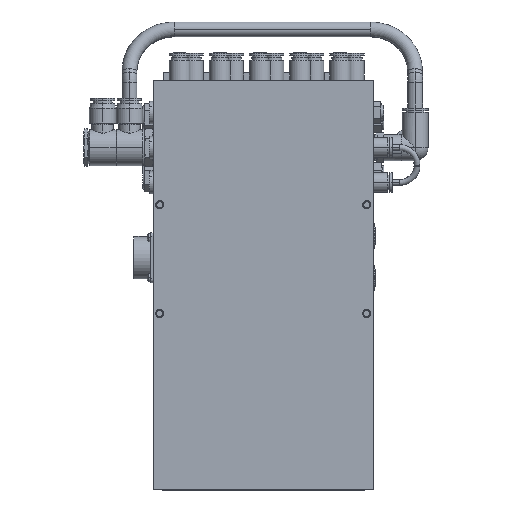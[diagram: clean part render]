
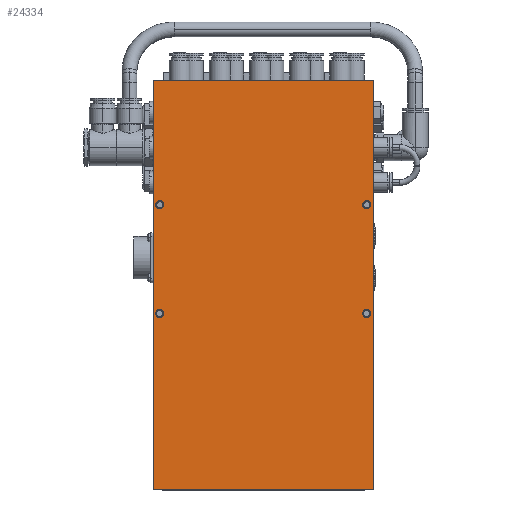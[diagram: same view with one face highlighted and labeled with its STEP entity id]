
A CAD part, top view. The second image highlights one B-rep face of the part: STEP entity #24334.
In plain terms, the highlighted planar face has unit normal (0, 0, 1).
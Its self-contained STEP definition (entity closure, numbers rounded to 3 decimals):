
#3458 = DIRECTION ( 'NONE',  ( 0., 0., 1. ) ) ;
#3602 = CARTESIAN_POINT ( 'NONE',  ( 69.5, 54., 49. ) ) ;
#3615 = VECTOR ( 'NONE', #61347, 1000. ) ;
#3663 = AXIS2_PLACEMENT_3D ( 'NONE', #102918, #11400, #69820 ) ;
#3678 = VERTEX_POINT ( 'NONE', #64905 ) ;
#4241 = CARTESIAN_POINT ( 'NONE',  ( -69.5, 54., 49. ) ) ;
#5854 = EDGE_CURVE ( 'NONE', #27558, #101156, #9752, .T. ) ;
#6405 = AXIS2_PLACEMENT_3D ( 'NONE', #64044, #13986, #72399 ) ;
#9095 = CARTESIAN_POINT ( 'NONE',  ( -74., -137.5, 49. ) ) ;
#9362 = AXIS2_PLACEMENT_3D ( 'NONE', #46085, #104354, #54519 ) ;
#9752 = CIRCLE ( 'NONE', #48057, 2.75 ) ;
#11400 = DIRECTION ( 'NONE',  ( 0., 0., 1. ) ) ;
#12276 = VERTEX_POINT ( 'NONE', #36870 ) ;
#12706 = CARTESIAN_POINT ( 'NONE',  ( 69.5, 54., 49. ) ) ;
#12776 = ORIENTED_EDGE ( 'NONE', *, *, #5854, .T. ) ;
#13482 = VECTOR ( 'NONE', #102020, 1000. ) ;
#13692 = AXIS2_PLACEMENT_3D ( 'NONE', #49627, #107875, #58055 ) ;
#13971 = FACE_BOUND ( 'NONE', #35453, .T. ) ;
#13986 = DIRECTION ( 'NONE',  ( 0., 0., -1. ) ) ;
#14041 = EDGE_CURVE ( 'NONE', #73087, #38766, #66196, .T. ) ;
#14080 = VECTOR ( 'NONE', #32643, 1000. ) ;
#16138 = ORIENTED_EDGE ( 'NONE', *, *, #73054, .T. ) ;
#16556 = FACE_BOUND ( 'NONE', #39846, .T. ) ;
#16732 = EDGE_CURVE ( 'NONE', #12276, #63268, #80121, .T. ) ;
#18415 = EDGE_LOOP ( 'NONE', ( #16138, #53466, #85233, #48666 ) ) ;
#18858 = CARTESIAN_POINT ( 'NONE',  ( 74., 137.5, 49. ) ) ;
#19261 = LINE ( 'NONE', #91013, #14080 ) ;
#21122 = DIRECTION ( 'NONE',  ( 1., 0., 0. ) ) ;
#23038 = EDGE_CURVE ( 'NONE', #101156, #27558, #108077, .T. ) ;
#24334 = ADVANCED_FACE ( 'NONE', ( #16556, #80594, #13971, #100041, #36131 ), #61477, .T. ) ;
#26347 = DIRECTION ( 'NONE',  ( 1., 0., 0. ) ) ;
#27558 = VERTEX_POINT ( 'NONE', #38288 ) ;
#27643 = ORIENTED_EDGE ( 'NONE', *, *, #23038, .T. ) ;
#28115 = EDGE_CURVE ( 'NONE', #64081, #34928, #19261, .T. ) ;
#28440 = CARTESIAN_POINT ( 'NONE',  ( -74., 137.5, 49. ) ) ;
#29163 = CARTESIAN_POINT ( 'NONE',  ( 72.25, 54., 49. ) ) ;
#32643 = DIRECTION ( 'NONE',  ( 1., 0., 0. ) ) ;
#34928 = VERTEX_POINT ( 'NONE', #65875 ) ;
#35453 = EDGE_LOOP ( 'NONE', ( #93295, #69756 ) ) ;
#36131 = FACE_BOUND ( 'NONE', #101900, .T. ) ;
#36442 = AXIS2_PLACEMENT_3D ( 'NONE', #12706, #71118, #21122 ) ;
#36732 = EDGE_CURVE ( 'NONE', #3678, #88255, #82989, .T. ) ;
#36870 = CARTESIAN_POINT ( 'NONE',  ( 74., 137.5, 49. ) ) ;
#37083 = AXIS2_PLACEMENT_3D ( 'NONE', #49051, #107281, #57460 ) ;
#38288 = CARTESIAN_POINT ( 'NONE',  ( -66.75, 54., 49. ) ) ;
#38766 = VERTEX_POINT ( 'NONE', #97371 ) ;
#39846 = EDGE_LOOP ( 'NONE', ( #60641, #75048 ) ) ;
#42623 = EDGE_CURVE ( 'NONE', #34928, #12276, #78335, .T. ) ;
#42734 = DIRECTION ( 'NONE',  ( 1., 0., 0. ) ) ;
#44807 = CARTESIAN_POINT ( 'NONE',  ( 69.5, -19., 49. ) ) ;
#46085 = CARTESIAN_POINT ( 'NONE',  ( -69.5, -19., 49. ) ) ;
#46823 = CIRCLE ( 'NONE', #78773, 2.75 ) ;
#48057 = AXIS2_PLACEMENT_3D ( 'NONE', #4241, #104630, #26347 ) ;
#48666 = ORIENTED_EDGE ( 'NONE', *, *, #16732, .T. ) ;
#49051 = CARTESIAN_POINT ( 'NONE',  ( 69.5, -19., 49. ) ) ;
#49391 = VERTEX_POINT ( 'NONE', #77617 ) ;
#49627 = CARTESIAN_POINT ( 'NONE',  ( -69.5, -19., 49. ) ) ;
#53243 = DIRECTION ( 'NONE',  ( 1., 0., 0. ) ) ;
#53466 = ORIENTED_EDGE ( 'NONE', *, *, #28115, .T. ) ;
#53889 = ORIENTED_EDGE ( 'NONE', *, *, #14041, .F. ) ;
#54519 = DIRECTION ( 'NONE',  ( 1., 0., 0. ) ) ;
#56189 = VECTOR ( 'NONE', #85667, 1000. ) ;
#57460 = DIRECTION ( 'NONE',  ( 1., 0., 0. ) ) ;
#58055 = DIRECTION ( 'NONE',  ( 1., 0., 0. ) ) ;
#60142 = EDGE_CURVE ( 'NONE', #86067, #49391, #62242, .T. ) ;
#60558 = CARTESIAN_POINT ( 'NONE',  ( -74., 137.5, 49. ) ) ;
#60641 = ORIENTED_EDGE ( 'NONE', *, *, #90568, .T. ) ;
#60686 = EDGE_LOOP ( 'NONE', ( #96172, #53889 ) ) ;
#61347 = DIRECTION ( 'NONE',  ( 0., -1., 0. ) ) ;
#61477 = PLANE ( 'NONE',  #3663 ) ;
#62242 = CIRCLE ( 'NONE', #9362, 2.75 ) ;
#63268 = VERTEX_POINT ( 'NONE', #76222 ) ;
#64044 = CARTESIAN_POINT ( 'NONE',  ( -69.5, 54., 49. ) ) ;
#64081 = VERTEX_POINT ( 'NONE', #9095 ) ;
#64905 = CARTESIAN_POINT ( 'NONE',  ( 66.75, -19., 49. ) ) ;
#65875 = CARTESIAN_POINT ( 'NONE',  ( 74., -137.5, 49. ) ) ;
#66196 = CIRCLE ( 'NONE', #96735, 2.75 ) ;
#66834 = EDGE_CURVE ( 'NONE', #38766, #73087, #81221, .T. ) ;
#69107 = CIRCLE ( 'NONE', #13692, 2.75 ) ;
#69756 = ORIENTED_EDGE ( 'NONE', *, *, #101874, .F. ) ;
#69820 = DIRECTION ( 'NONE',  ( 1., 0., 0. ) ) ;
#71118 = DIRECTION ( 'NONE',  ( 0., 0., 1. ) ) ;
#72215 = CARTESIAN_POINT ( 'NONE',  ( 72.25, -19., 49. ) ) ;
#72399 = DIRECTION ( 'NONE',  ( 1., 0., 0. ) ) ;
#73054 = EDGE_CURVE ( 'NONE', #63268, #64081, #92464, .T. ) ;
#73087 = VERTEX_POINT ( 'NONE', #29163 ) ;
#75048 = ORIENTED_EDGE ( 'NONE', *, *, #60142, .T. ) ;
#76222 = CARTESIAN_POINT ( 'NONE',  ( -74., 137.5, 49. ) ) ;
#77617 = CARTESIAN_POINT ( 'NONE',  ( -72.25, -19., 49. ) ) ;
#78335 = LINE ( 'NONE', #18858, #56189 ) ;
#78773 = AXIS2_PLACEMENT_3D ( 'NONE', #44807, #103089, #53243 ) ;
#80121 = LINE ( 'NONE', #60558, #13482 ) ;
#80594 = FACE_BOUND ( 'NONE', #60686, .T. ) ;
#81221 = CIRCLE ( 'NONE', #36442, 2.75 ) ;
#82989 = CIRCLE ( 'NONE', #37083, 2.75 ) ;
#85233 = ORIENTED_EDGE ( 'NONE', *, *, #42623, .T. ) ;
#85667 = DIRECTION ( 'NONE',  ( 0., 1., 0. ) ) ;
#86067 = VERTEX_POINT ( 'NONE', #98061 ) ;
#88255 = VERTEX_POINT ( 'NONE', #72215 ) ;
#89922 = CARTESIAN_POINT ( 'NONE',  ( -72.25, 54., 49. ) ) ;
#90568 = EDGE_CURVE ( 'NONE', #49391, #86067, #69107, .T. ) ;
#91013 = CARTESIAN_POINT ( 'NONE',  ( -74., -137.5, 49. ) ) ;
#92464 = LINE ( 'NONE', #28440, #3615 ) ;
#93295 = ORIENTED_EDGE ( 'NONE', *, *, #36732, .F. ) ;
#96172 = ORIENTED_EDGE ( 'NONE', *, *, #66834, .F. ) ;
#96735 = AXIS2_PLACEMENT_3D ( 'NONE', #3602, #3458, #42734 ) ;
#97371 = CARTESIAN_POINT ( 'NONE',  ( 66.75, 54., 49. ) ) ;
#98061 = CARTESIAN_POINT ( 'NONE',  ( -66.75, -19., 49. ) ) ;
#100041 = FACE_OUTER_BOUND ( 'NONE', #18415, .T. ) ;
#101156 = VERTEX_POINT ( 'NONE', #89922 ) ;
#101874 = EDGE_CURVE ( 'NONE', #88255, #3678, #46823, .T. ) ;
#101900 = EDGE_LOOP ( 'NONE', ( #27643, #12776 ) ) ;
#102020 = DIRECTION ( 'NONE',  ( -1., 0., 0. ) ) ;
#102918 = CARTESIAN_POINT ( 'NONE',  ( -74., -137.5, 49. ) ) ;
#103089 = DIRECTION ( 'NONE',  ( 0., 0., 1. ) ) ;
#104354 = DIRECTION ( 'NONE',  ( 0., 0., -1. ) ) ;
#104630 = DIRECTION ( 'NONE',  ( 0., 0., -1. ) ) ;
#107281 = DIRECTION ( 'NONE',  ( 0., 0., 1. ) ) ;
#107875 = DIRECTION ( 'NONE',  ( 0., 0., -1. ) ) ;
#108077 = CIRCLE ( 'NONE', #6405, 2.75 ) ;
